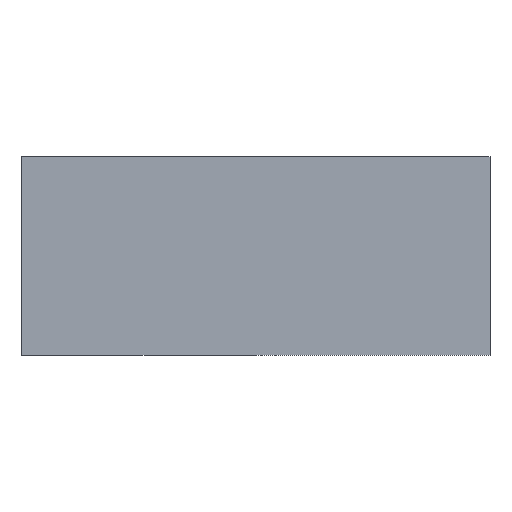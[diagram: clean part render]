
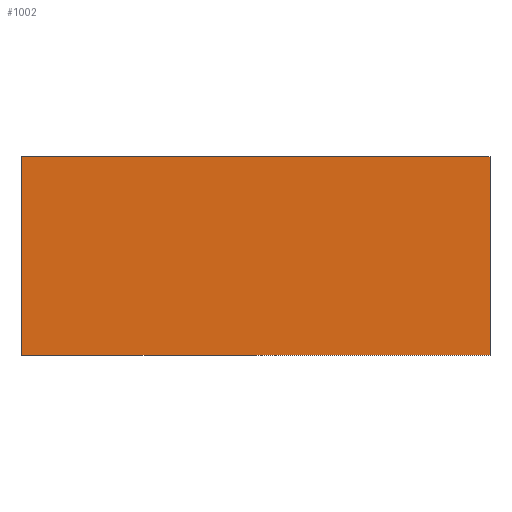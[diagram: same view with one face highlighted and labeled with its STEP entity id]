
A CAD part, front view. The second image highlights one B-rep face of the part: STEP entity #1002.
In plain terms, the highlighted planar face has unit normal (0, -1, 0).
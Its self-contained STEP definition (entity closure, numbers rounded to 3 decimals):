
#142=FACE_OUTER_BOUND('',#204,.T.);
#204=EDGE_LOOP('',(#822,#823,#824,#825));
#235=LINE('',#1475,#329);
#252=LINE('',#1512,#346);
#291=LINE('',#1659,#385);
#294=LINE('',#1665,#388);
#329=VECTOR('',#1165,10.);
#346=VECTOR('',#1190,10.);
#385=VECTOR('',#1357,10.);
#388=VECTOR('',#1366,10.);
#423=VERTEX_POINT('',#1473);
#424=VERTEX_POINT('',#1474);
#439=VERTEX_POINT('',#1509);
#440=VERTEX_POINT('',#1511);
#515=EDGE_CURVE('',#423,#424,#235,.T.);
#533=EDGE_CURVE('',#439,#440,#252,.T.);
#605=EDGE_CURVE('',#439,#424,#291,.T.);
#608=EDGE_CURVE('',#423,#440,#294,.T.);
#822=ORIENTED_EDGE('',*,*,#608,.T.);
#823=ORIENTED_EDGE('',*,*,#533,.F.);
#824=ORIENTED_EDGE('',*,*,#605,.T.);
#825=ORIENTED_EDGE('',*,*,#515,.F.);
#949=PLANE('',#1121);
#1002=ADVANCED_FACE('',(#142),#949,.T.);
#1121=AXIS2_PLACEMENT_3D('',#1666,#1367,#1368);
#1165=DIRECTION('',(-1.,0.,0.));
#1190=DIRECTION('',(1.,0.,0.));
#1357=DIRECTION('',(0.,0.,-1.));
#1366=DIRECTION('',(0.,0.,1.));
#1367=DIRECTION('center_axis',(0.,-1.,0.));
#1368=DIRECTION('ref_axis',(1.,0.,0.));
#1473=CARTESIAN_POINT('',(8.9,-11.6,-1.5));
#1474=CARTESIAN_POINT('',(-8.9,-11.6,-1.5));
#1475=CARTESIAN_POINT('',(-8.9,-11.6,-1.5));
#1509=CARTESIAN_POINT('',(-8.9,-11.6,6.05));
#1511=CARTESIAN_POINT('',(8.9,-11.6,6.05));
#1512=CARTESIAN_POINT('',(-8.9,-11.6,6.05));
#1659=CARTESIAN_POINT('',(-8.9,-11.6,0.));
#1665=CARTESIAN_POINT('',(8.9,-11.6,0.));
#1666=CARTESIAN_POINT('Origin',(-8.9,-11.6,0.));
